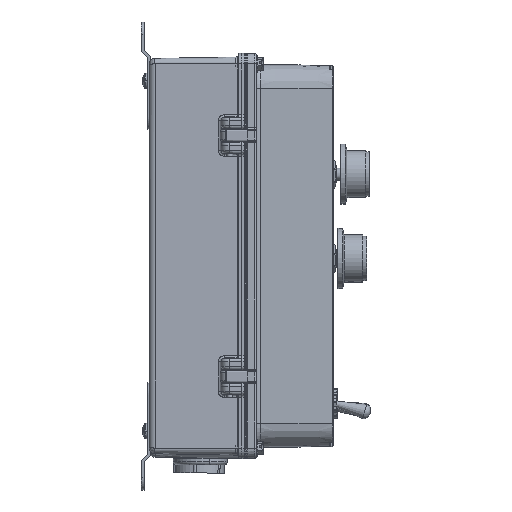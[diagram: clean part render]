
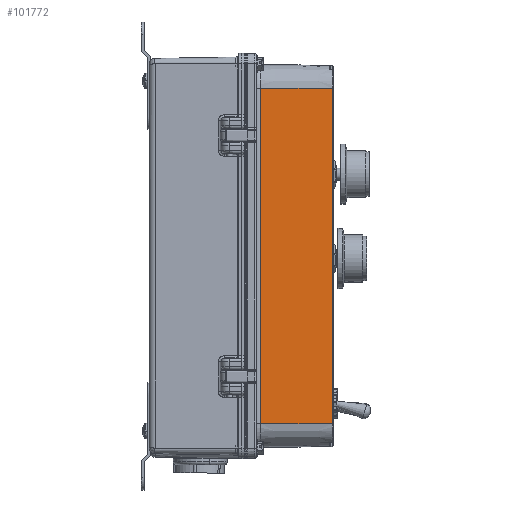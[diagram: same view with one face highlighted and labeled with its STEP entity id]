
A CAD part, top view. The second image highlights one B-rep face of the part: STEP entity #101772.
In plain terms, the highlighted planar face has unit normal (0.012, -0.002, 1).
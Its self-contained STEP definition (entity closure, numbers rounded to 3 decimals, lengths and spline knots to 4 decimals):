
#8907 = EDGE_CURVE ( 'NONE', #115813, #115809, #48223, .T. ) ;
#8908 = EDGE_CURVE ( 'NONE', #115825, #115817, #48212, .T. ) ;
#17866 = EDGE_CURVE ( 'NONE', #115825, #115809, #143081, .T. ) ;
#17873 = EDGE_CURVE ( 'NONE', #115817, #115813, #143124, .T. ) ;
#32922 = CARTESIAN_POINT ( 'NONE',  ( 0.3389, -3.475, 2.611 ) ) ;
#32924 = CARTESIAN_POINT ( 'NONE',  ( 0.3389, 3.475, 2.611 ) ) ;
#32926 = CARTESIAN_POINT ( 'NONE',  ( 1.8252, 3.475, 2.5933 ) ) ;
#32930 = CARTESIAN_POINT ( 'NONE',  ( 1.8252, -3.475, 2.5933 ) ) ;
#48212 = LINE ( 'NONE', #78018, #48227 ) ;
#48223 = LINE ( 'NONE', #78004, #48225 ) ;
#48225 = VECTOR ( 'NONE', #78007, 39.3701 ) ;
#48227 = VECTOR ( 'NONE', #78027, 39.3701 ) ;
#56868 = DIRECTION ( 'NONE',  ( -1., 0., 0.012 ) ) ;
#56873 = CARTESIAN_POINT ( 'NONE',  ( 0.0007, -3.475, 2.615 ) ) ;
#56878 = DIRECTION ( 'NONE',  ( -1., 0., 0.012 ) ) ;
#56887 = CARTESIAN_POINT ( 'NONE',  ( 0.0007, 3.475, 2.615 ) ) ;
#62028 = AXIS2_PLACEMENT_3D ( 'NONE', #139197, #139210, #139212 ) ;
#70620 = ORIENTED_EDGE ( 'NONE', *, *, #17873, .T. ) ;
#70622 = ORIENTED_EDGE ( 'NONE', *, *, #8907, .T. ) ;
#70624 = ORIENTED_EDGE ( 'NONE', *, *, #17866, .F. ) ;
#70625 = ORIENTED_EDGE ( 'NONE', *, *, #8908, .T. ) ;
#78004 = CARTESIAN_POINT ( 'NONE',  ( 0.3389, 3.475, 2.611 ) ) ;
#78007 = DIRECTION ( 'NONE',  ( 0., -1., 0. ) ) ;
#78018 = CARTESIAN_POINT ( 'NONE',  ( 1.8252, 3.475, 2.5933 ) ) ;
#78027 = DIRECTION ( 'NONE',  ( 0., 1., 0. ) ) ;
#101772 = ADVANCED_FACE ( 'NONE', ( #122883 ), #139204, .T. ) ;
#107697 = EDGE_LOOP ( 'NONE', ( #70620, #70622, #70624, #70625 ) ) ;
#115809 = VERTEX_POINT ( 'NONE', #32922 ) ;
#115813 = VERTEX_POINT ( 'NONE', #32924 ) ;
#115817 = VERTEX_POINT ( 'NONE', #32926 ) ;
#115825 = VERTEX_POINT ( 'NONE', #32930 ) ;
#122883 = FACE_OUTER_BOUND ( 'NONE', #107697, .T. ) ;
#139197 = CARTESIAN_POINT ( 'NONE',  ( 0.0007, 3.475, 2.615 ) ) ;
#139204 = PLANE ( 'NONE',  #62028 ) ;
#139210 = DIRECTION ( 'NONE',  ( 0.012, 0., 1. ) ) ;
#139212 = DIRECTION ( 'NONE',  ( 1., 0., -0.012 ) ) ;
#143081 = LINE ( 'NONE', #56873, #143089 ) ;
#143089 = VECTOR ( 'NONE', #56868, 39.3701 ) ;
#143124 = LINE ( 'NONE', #56887, #143129 ) ;
#143129 = VECTOR ( 'NONE', #56878, 39.3701 ) ;
